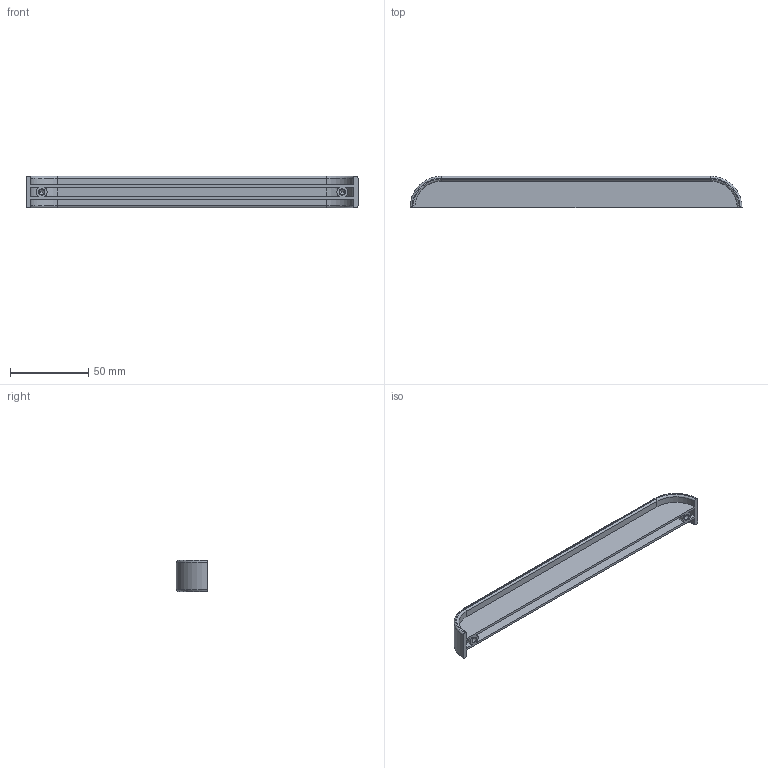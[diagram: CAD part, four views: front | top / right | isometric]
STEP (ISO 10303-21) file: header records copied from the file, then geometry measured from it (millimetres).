
FILE_DESCRIPTION(('Creo Elements/Direct Modeling STEP Export'),'2;1');
FILE_NAME('1517-212.stp','2022-04-19T12:56:39',(''),(''),'Creo Elements/Direct Modeling STEP processor for AP214 (Solid Model)','Creo Elements/Direct Modeling 20.0 12-Nov-2016 (C) Parametric Technology GmbH','');
FILE_SCHEMA(('AUTOMOTIVE_DESIGN { 1 0 10303 214 1 1 1 1 }'));
Length unit declared in the file: millimetre
Products named in the file (1): 1517-212
Bounding box: 212 x 20 x 20 mm (x, y, z)
Volume: 25374 mm3; surface area: 23909.2 mm2
Topology: 1 solids, 1 shells, 55 faces, 132 edges, 82 vertices
Faces by surface type: cylinder 26, plane 17, torus 8, cone 4
Entity records: 2114 total; most frequent: CARTESIAN_POINT 814, DIRECTION 262, ORIENTED_EDGE 256, EDGE_CURVE 128, AXIS2_PLACEMENT_3D 106, VERTEX_POINT 82, EDGE_LOOP 62, FACE_OUTER_BOUND 55
